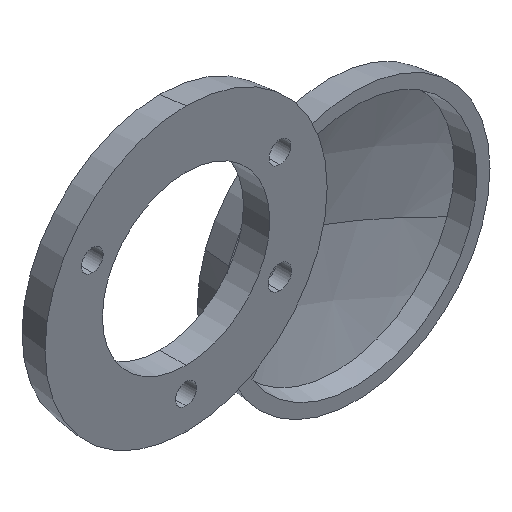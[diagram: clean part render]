
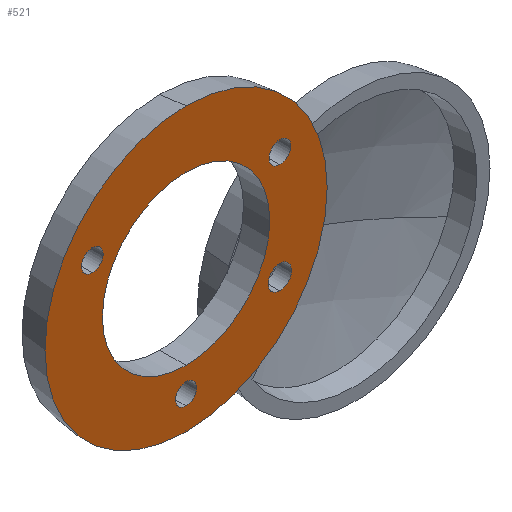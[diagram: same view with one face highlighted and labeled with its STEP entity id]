
A CAD part, isometric view. The second image highlights one B-rep face of the part: STEP entity #521.
In plain terms, the highlighted planar face has unit normal (0, -1, 0).
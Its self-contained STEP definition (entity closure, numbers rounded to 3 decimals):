
#1 = AXIS2_PLACEMENT_3D ( 'NONE', #272, #178, #341 ) ;
#2 = CIRCLE ( 'NONE', #26, 12.75 ) ;
#19 = CIRCLE ( 'NONE', #33, 1.8 ) ;
#26 = AXIS2_PLACEMENT_3D ( 'NONE', #188, #321, #386 ) ;
#33 = AXIS2_PLACEMENT_3D ( 'NONE', #289, #350, #221 ) ;
#39 = AXIS2_PLACEMENT_3D ( 'NONE', #186, #260, #181 ) ;
#70 = EDGE_LOOP ( 'NONE', ( #1682, #1647 ) ) ;
#172 = DIRECTION ( 'NONE',  ( 0., 1., 0. ) ) ;
#178 = DIRECTION ( 'NONE',  ( 0., 1., 0. ) ) ;
#181 = DIRECTION ( 'NONE',  ( 1., 0., 0. ) ) ;
#186 = CARTESIAN_POINT ( 'NONE',  ( -14.289, 0., 8.25 ) ) ;
#188 = CARTESIAN_POINT ( 'NONE',  ( 0., 0., 0. ) ) ;
#194 = DIRECTION ( 'NONE',  ( 0., 0., 1. ) ) ;
#207 = DIRECTION ( 'NONE',  ( 0., 0., -1. ) ) ;
#208 = DIRECTION ( 'NONE',  ( 0., 1., 0. ) ) ;
#221 = DIRECTION ( 'NONE',  ( 0., 0., 1. ) ) ;
#224 = CARTESIAN_POINT ( 'NONE',  ( 0., 0., -16.5 ) ) ;
#234 = DIRECTION ( 'NONE',  ( 0., -1., 0. ) ) ;
#241 = CARTESIAN_POINT ( 'NONE',  ( -14.289, 0., 8.25 ) ) ;
#260 = DIRECTION ( 'NONE',  ( 0., 1., 0. ) ) ;
#272 = CARTESIAN_POINT ( 'NONE',  ( 14.289, 0., 8.25 ) ) ;
#289 = CARTESIAN_POINT ( 'NONE',  ( 14.289, 0., -8.25 ) ) ;
#299 = CARTESIAN_POINT ( 'NONE',  ( 0., 0., 0. ) ) ;
#321 = DIRECTION ( 'NONE',  ( 0., -1., 0. ) ) ;
#330 = DIRECTION ( 'NONE',  ( 1., 0., 0. ) ) ;
#341 = DIRECTION ( 'NONE',  ( 1., 0., 0. ) ) ;
#350 = DIRECTION ( 'NONE',  ( 0., 1., 0. ) ) ;
#386 = DIRECTION ( 'NONE',  ( 0., 0., -1. ) ) ;
#392 = DIRECTION ( 'NONE',  ( 0., 0., 1. ) ) ;
#403 = PLANE ( 'NONE',  #1402 ) ;
#423 = DIRECTION ( 'NONE',  ( 0., 1., 0. ) ) ;
#443 = CARTESIAN_POINT ( 'NONE',  ( -21.5, 0., 0. ) ) ;
#521 = ADVANCED_FACE ( 'NONE', ( #1842, #1686, #1793, #1852, #1714, #1670 ), #403, .F. ) ;
#859 = VERTEX_POINT ( 'NONE', #1205 ) ;
#862 = VERTEX_POINT ( 'NONE', #1087 ) ;
#872 = VERTEX_POINT ( 'NONE', #1199 ) ;
#895 = VERTEX_POINT ( 'NONE', #1247 ) ;
#897 = EDGE_LOOP ( 'NONE', ( #1786, #965 ) ) ;
#901 = VERTEX_POINT ( 'NONE', #1241 ) ;
#903 = VERTEX_POINT ( 'NONE', #1267 ) ;
#911 = VERTEX_POINT ( 'NONE', #1249 ) ;
#922 = VERTEX_POINT ( 'NONE', #1132 ) ;
#930 = EDGE_LOOP ( 'NONE', ( #1691, #1836 ) ) ;
#953 = ORIENTED_EDGE ( 'NONE', *, *, #1544, .T. ) ;
#965 = ORIENTED_EDGE ( 'NONE', *, *, #1543, .T. ) ;
#983 = EDGE_LOOP ( 'NONE', ( #1698, #1680 ) ) ;
#990 = VERTEX_POINT ( 'NONE', #1213 ) ;
#1000 = EDGE_LOOP ( 'NONE', ( #1797, #1705 ) ) ;
#1009 = VERTEX_POINT ( 'NONE', #1145 ) ;
#1010 = VERTEX_POINT ( 'NONE', #1111 ) ;
#1046 = EDGE_LOOP ( 'NONE', ( #953, #1683 ) ) ;
#1050 = VERTEX_POINT ( 'NONE', #1098 ) ;
#1063 = DIRECTION ( 'NONE',  ( 0., -1., 0. ) ) ;
#1064 = CARTESIAN_POINT ( 'NONE',  ( 0., 0., 0. ) ) ;
#1070 = CARTESIAN_POINT ( 'NONE',  ( 0., 0., 0. ) ) ;
#1086 = CARTESIAN_POINT ( 'NONE',  ( 14.289, 0., 8.25 ) ) ;
#1087 = CARTESIAN_POINT ( 'NONE',  ( 0., 0., 21.5 ) ) ;
#1098 = CARTESIAN_POINT ( 'NONE',  ( -14.289, 0., 6.6 ) ) ;
#1109 = DIRECTION ( 'NONE',  ( 0., -1., 0. ) ) ;
#1111 = CARTESIAN_POINT ( 'NONE',  ( 14.289, 0., -6.45 ) ) ;
#1115 = CARTESIAN_POINT ( 'NONE',  ( 14.289, 0., -8.25 ) ) ;
#1132 = CARTESIAN_POINT ( 'NONE',  ( 0., 0., 12.75 ) ) ;
#1139 = DIRECTION ( 'NONE',  ( 0., 0., -1. ) ) ;
#1145 = CARTESIAN_POINT ( 'NONE',  ( -14.289, 0., 9.9 ) ) ;
#1153 = DIRECTION ( 'NONE',  ( 0., 0., 1. ) ) ;
#1173 = DIRECTION ( 'NONE',  ( 0., 0., -1. ) ) ;
#1189 = DIRECTION ( 'NONE',  ( 1., 0., 0. ) ) ;
#1191 = DIRECTION ( 'NONE',  ( 0., 1., 0. ) ) ;
#1199 = CARTESIAN_POINT ( 'NONE',  ( 14.289, 0., 9.9 ) ) ;
#1205 = CARTESIAN_POINT ( 'NONE',  ( 0., 0., -12.75 ) ) ;
#1213 = CARTESIAN_POINT ( 'NONE',  ( 0., 0., -14.9 ) ) ;
#1218 = DIRECTION ( 'NONE',  ( 0., 0., 1. ) ) ;
#1241 = CARTESIAN_POINT ( 'NONE',  ( 0., 0., -21.5 ) ) ;
#1247 = CARTESIAN_POINT ( 'NONE',  ( 0., 0., -18.1 ) ) ;
#1249 = CARTESIAN_POINT ( 'NONE',  ( 14.289, 0., 6.6 ) ) ;
#1267 = CARTESIAN_POINT ( 'NONE',  ( 14.289, 0., -10.05 ) ) ;
#1280 = DIRECTION ( 'NONE',  ( 0., 1., 0. ) ) ;
#1295 = CARTESIAN_POINT ( 'NONE',  ( 0., 0., -16.5 ) ) ;
#1307 = DIRECTION ( 'NONE',  ( 0., 1., 0. ) ) ;
#1339 = AXIS2_PLACEMENT_3D ( 'NONE', #1064, #1109, #1139 ) ;
#1341 = AXIS2_PLACEMENT_3D ( 'NONE', #1086, #1307, #1189 ) ;
#1343 = CIRCLE ( 'NONE', #1341, 1.65 ) ;
#1345 = AXIS2_PLACEMENT_3D ( 'NONE', #1070, #1063, #1173 ) ;
#1354 = CIRCLE ( 'NONE', #1368, 1.6 ) ;
#1355 = AXIS2_PLACEMENT_3D ( 'NONE', #1115, #1191, #1153 ) ;
#1356 = CIRCLE ( 'NONE', #1355, 1.8 ) ;
#1366 = CIRCLE ( 'NONE', #1345, 21.5 ) ;
#1368 = AXIS2_PLACEMENT_3D ( 'NONE', #1295, #1280, #1218 ) ;
#1402 = AXIS2_PLACEMENT_3D ( 'NONE', #443, #423, #392 ) ;
#1410 = CIRCLE ( 'NONE', #1339, 12.75 ) ;
#1428 = CIRCLE ( 'NONE', #1482, 1.65 ) ;
#1450 = CIRCLE ( 'NONE', #1499, 21.5 ) ;
#1454 = CIRCLE ( 'NONE', #39, 1.65 ) ;
#1463 = AXIS2_PLACEMENT_3D ( 'NONE', #224, #208, #194 ) ;
#1482 = AXIS2_PLACEMENT_3D ( 'NONE', #241, #172, #330 ) ;
#1486 = CIRCLE ( 'NONE', #1, 1.65 ) ;
#1495 = CIRCLE ( 'NONE', #1463, 1.6 ) ;
#1499 = AXIS2_PLACEMENT_3D ( 'NONE', #299, #234, #207 ) ;
#1537 = EDGE_CURVE ( 'NONE', #901, #862, #1366, .T. ) ;
#1538 = EDGE_CURVE ( 'NONE', #922, #859, #1410, .T. ) ;
#1541 = EDGE_CURVE ( 'NONE', #872, #911, #1343, .T. ) ;
#1543 = EDGE_CURVE ( 'NONE', #903, #1010, #1356, .T. ) ;
#1544 = EDGE_CURVE ( 'NONE', #990, #895, #1354, .T. ) ;
#1558 = EDGE_CURVE ( 'NONE', #1009, #1050, #1428, .T. ) ;
#1576 = EDGE_CURVE ( 'NONE', #862, #901, #1450, .T. ) ;
#1599 = EDGE_CURVE ( 'NONE', #895, #990, #1495, .T. ) ;
#1606 = EDGE_CURVE ( 'NONE', #911, #872, #1486, .T. ) ;
#1607 = EDGE_CURVE ( 'NONE', #1050, #1009, #1454, .T. ) ;
#1610 = EDGE_CURVE ( 'NONE', #859, #922, #2, .T. ) ;
#1613 = EDGE_CURVE ( 'NONE', #1010, #903, #19, .T. ) ;
#1647 = ORIENTED_EDGE ( 'NONE', *, *, #1607, .T. ) ;
#1670 = FACE_OUTER_BOUND ( 'NONE', #983, .T. ) ;
#1680 = ORIENTED_EDGE ( 'NONE', *, *, #1576, .T. ) ;
#1682 = ORIENTED_EDGE ( 'NONE', *, *, #1558, .T. ) ;
#1683 = ORIENTED_EDGE ( 'NONE', *, *, #1599, .T. ) ;
#1686 = FACE_BOUND ( 'NONE', #70, .T. ) ;
#1691 = ORIENTED_EDGE ( 'NONE', *, *, #1610, .F. ) ;
#1698 = ORIENTED_EDGE ( 'NONE', *, *, #1537, .T. ) ;
#1705 = ORIENTED_EDGE ( 'NONE', *, *, #1606, .T. ) ;
#1714 = FACE_BOUND ( 'NONE', #930, .T. ) ;
#1786 = ORIENTED_EDGE ( 'NONE', *, *, #1613, .T. ) ;
#1793 = FACE_BOUND ( 'NONE', #1000, .T. ) ;
#1797 = ORIENTED_EDGE ( 'NONE', *, *, #1541, .T. ) ;
#1836 = ORIENTED_EDGE ( 'NONE', *, *, #1538, .F. ) ;
#1842 = FACE_BOUND ( 'NONE', #897, .T. ) ;
#1852 = FACE_BOUND ( 'NONE', #1046, .T. ) ;
